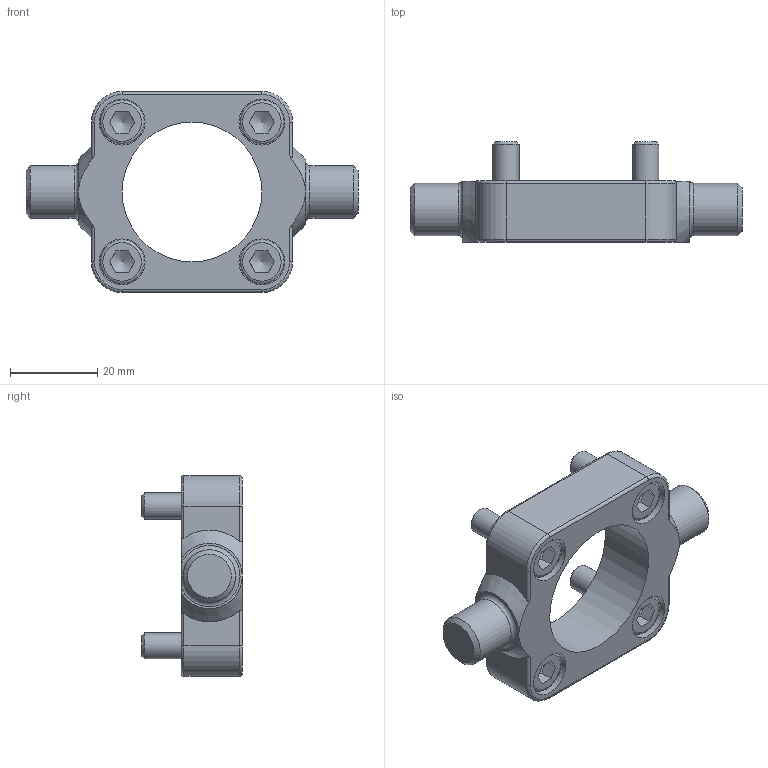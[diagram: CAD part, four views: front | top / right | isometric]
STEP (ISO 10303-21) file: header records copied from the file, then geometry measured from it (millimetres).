
FILE_DESCRIPTION(/* description */ (''),/* implementation_level */ '2;1');
FILE_NAME(/* name */ 'CAD_108231.stp',/* time_stamp */ '2021-01-19T10:03:30+01:00',/* author */ ('Hypex'),/* organization */ ('Hypex'),/* preprocessor_version */ 'ST-DEVELOPER v18',/* originating_system */ 'Autodesk Inventor 2020',/* authorisation */ '');
FILE_SCHEMA (('AUTOMOTIVE_DESIGN { 1 0 10303 214 3 1 1 }'));
Length unit declared in the file: millimetre
Products named in the file (1): CAD_108231
Bounding box: 76 x 23 x 46 mm (x, y, z)
Volume: 21753 mm3; surface area: 10940.5 mm2
Topology: 1 solids, 1 shells, 119 faces, 325 edges, 224 vertices
Faces by surface type: plane 52, cylinder 35, torus 18, cone 14
Full cylindrical faces by diameter (mm): 6 x4, 6.6 x4, 10 x4, 10.5 x4, 12 x2, 32 x1
Entity records: 4122 total; most frequent: CARTESIAN_POINT 885, DIRECTION 677, ORIENTED_EDGE 642, EDGE_CURVE 321, AXIS2_PLACEMENT_3D 282, VERTEX_POINT 224, CIRCLE 162, EDGE_LOOP 141
